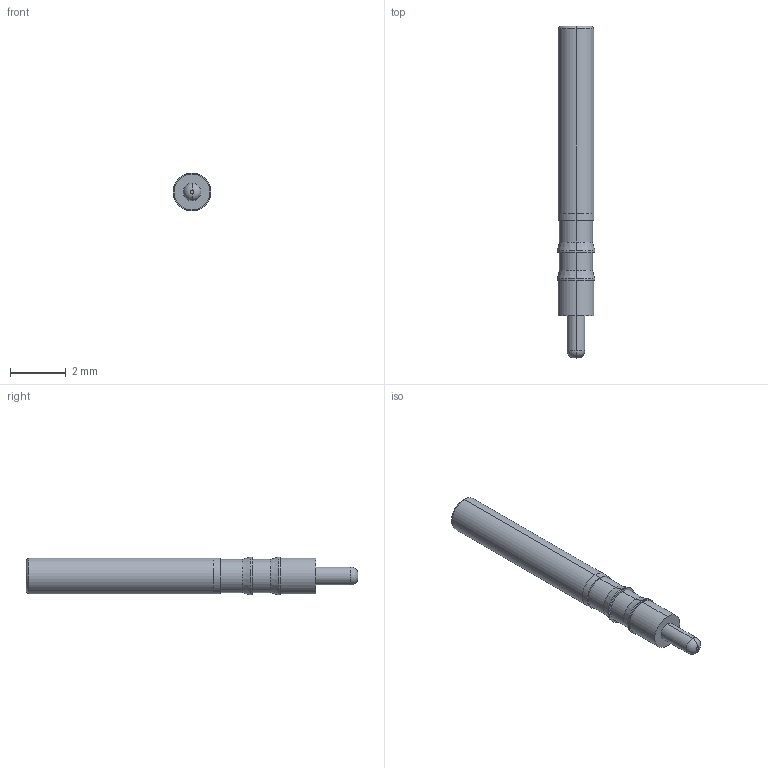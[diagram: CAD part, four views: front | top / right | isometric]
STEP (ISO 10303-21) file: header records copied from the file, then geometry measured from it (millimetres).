
FILE_DESCRIPTION (( 'STEP AP214' ), '1' );
FILE_NAME ('C-ICS70 B1 S2P1.STEP', '2014-06-17T12:32:43', ( 'Authorized User' ), ( '' ), 'SwSTEP 2.0', 'SolidWorks 2014', '' );
FILE_SCHEMA (( 'AUTOMOTIVE_DESIGN' ));
Length unit declared in the file: inch
Products named in the file (1): C-ICS70 B1 S2P1
Bounding box: 1.36 x 11.94 x 1.36 mm (x, y, z)
Surface area: 50.1 mm2 (no closed solid volume)
Topology: 0 solids, 2 shells, 32 faces, 64 edges, 38 vertices
Faces by surface type: cylinder 16, cone 6, plane 6, torus 4
Entity records: 1278 total; most frequent: DIRECTION 172, CARTESIAN_POINT 135, ORIENTED_EDGE 124, AXIS2_PLACEMENT_3D 75, EDGE_CURVE 64, CIRCLE 42, VERTEX_POINT 38, EDGE_LOOP 36
